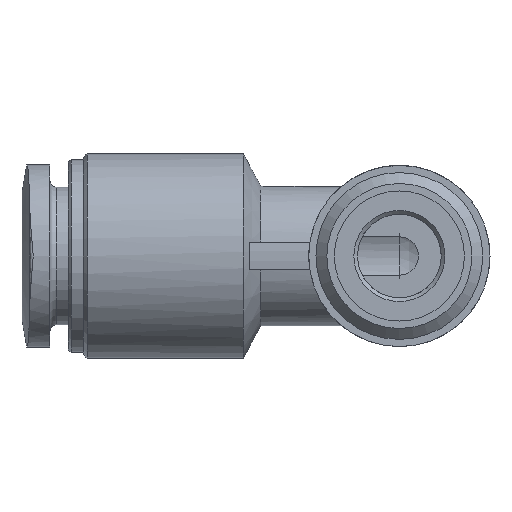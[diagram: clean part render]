
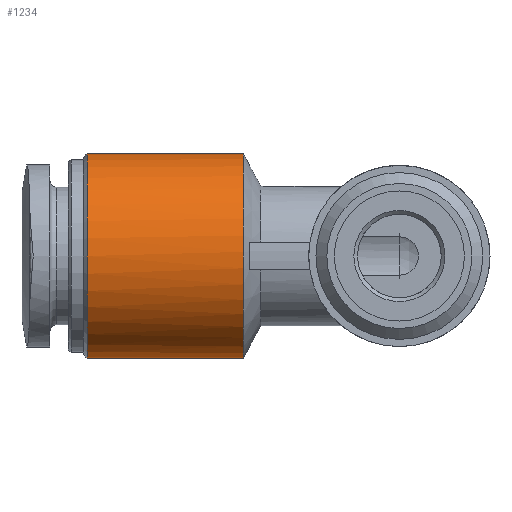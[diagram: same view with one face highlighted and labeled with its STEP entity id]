
A CAD part, front view. The second image highlights one B-rep face of the part: STEP entity #1234.
In plain terms, the highlighted cylindrical face has radius 5.5 mm (diameter 11 mm), a full revolution.
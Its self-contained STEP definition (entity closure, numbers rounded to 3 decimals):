
#39=CYLINDRICAL_SURFACE('',#1344,5.5);
#251=ORIENTED_EDGE('',*,*,#438,.F.);
#252=ORIENTED_EDGE('',*,*,#437,.T.);
#437=EDGE_CURVE('',#533,#533,#591,.T.);
#438=EDGE_CURVE('',#534,#534,#592,.T.);
#533=VERTEX_POINT('',#1869);
#534=VERTEX_POINT('',#1872);
#591=CIRCLE('',#1343,5.5);
#592=CIRCLE('',#1345,5.5);
#656=EDGE_LOOP('',(#251));
#657=EDGE_LOOP('',(#252));
#746=FACE_BOUND('',#656,.T.);
#747=FACE_BOUND('',#657,.T.);
#1234=ADVANCED_FACE('',(#746,#747),#39,.T.);
#1343=AXIS2_PLACEMENT_3D('',#1868,#1556,#1557);
#1344=AXIS2_PLACEMENT_3D('',#1870,#1558,#1559);
#1345=AXIS2_PLACEMENT_3D('',#1871,#1560,#1561);
#1556=DIRECTION('',(1.,0.,0.));
#1557=DIRECTION('',(0.,0.,-1.));
#1558=DIRECTION('',(1.,0.,0.));
#1559=DIRECTION('',(0.,0.,-1.));
#1560=DIRECTION('',(1.,0.,0.));
#1561=DIRECTION('',(0.,0.,-1.));
#1868=CARTESIAN_POINT('',(-16.8,19.7,0.));
#1869=CARTESIAN_POINT('',(-16.8,19.7,-5.5));
#1870=CARTESIAN_POINT('',(0.,19.7,0.));
#1871=CARTESIAN_POINT('',(-8.4,19.7,0.));
#1872=CARTESIAN_POINT('',(-8.4,19.7,-5.5));
